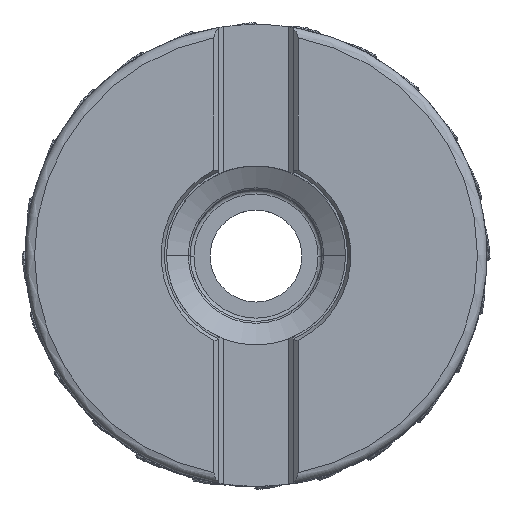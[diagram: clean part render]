
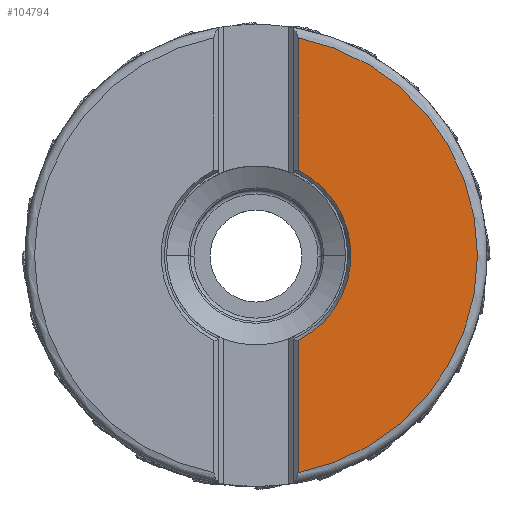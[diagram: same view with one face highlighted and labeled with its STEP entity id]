
A CAD part, top view. The second image highlights one B-rep face of the part: STEP entity #104794.
In plain terms, the highlighted planar face has unit normal (0, 0, 1).
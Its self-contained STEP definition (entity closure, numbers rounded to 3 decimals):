
#16699=CARTESIAN_POINT('',(8.938,46.244,0.));
#16738=CARTESIAN_POINT('',(8.938,18.107,0.));
#16743=DIRECTION('',(0.,1.,0.));
#16744=VECTOR('',#16743,28.137);
#16745=CARTESIAN_POINT('',(8.938,18.107,
0.));
#16746=LINE('',#16745,#16744);
#16786=CARTESIAN_POINT('',(0.,0.,0.));
#16787=DIRECTION('',(0.,0.,1.));
#16788=DIRECTION('',(0.19,-0.982,0.));
#16789=AXIS2_PLACEMENT_3D('',#16786,#16787,#16788);
#16794=CARTESIAN_POINT('',(0.,0.,0.));
#16795=DIRECTION('',(0.,0.,-1.));
#16796=DIRECTION('',(0.443,0.897,0.));
#16797=AXIS2_PLACEMENT_3D('',#16794,#16795,#16796);
#16802=CARTESIAN_POINT('',(8.938,-18.107,0.));
#16810=DIRECTION('',(0.,1.,0.));
#16811=VECTOR('',#16810,28.137);
#16812=CARTESIAN_POINT('',(8.938,-46.244,0.));
#16813=LINE('',#16812,#16811);
#90806=VERTEX_POINT('',#16699);
#90807=CARTESIAN_POINT('',(8.938,-46.244,0.));
#90808=VERTEX_POINT('',#90807);
#90853=VERTEX_POINT('',#16738);
#90854=VERTEX_POINT('',#16802);
#104782=CARTESIAN_POINT('',(28.019,0.,0.));
#104783=DIRECTION('',(0.,0.,1.));
#104784=DIRECTION('',(0.,-1.,0.));
#104785=AXIS2_PLACEMENT_3D('',#104782,#104783,#104784);
#104786=PLANE('',#104785);
#104787=ORIENTED_EDGE('',*,*,#104743,.F.);
#104789=ORIENTED_EDGE('',*,*,#104788,.T.);
#104790=ORIENTED_EDGE('',*,*,#104768,.F.);
#104791=ORIENTED_EDGE('',*,*,#104757,.T.);
#104792=EDGE_LOOP('',(#104787,#104789,#104790,#104791));
#104793=FACE_OUTER_BOUND('',#104792,.F.);
#16790=CIRCLE('',#16789,47.1);
#16798=CIRCLE('',#16797,20.193);
#104743=EDGE_CURVE('',#90808,#90806,#16790,.T.);
#104757=EDGE_CURVE('',#90853,#90806,#16746,.T.);
#104768=EDGE_CURVE('',#90853,#90854,#16798,.T.);
#104788=EDGE_CURVE('',#90808,#90854,#16813,.T.);
#104794=ADVANCED_FACE('',(#104793),#104786,.T.);
